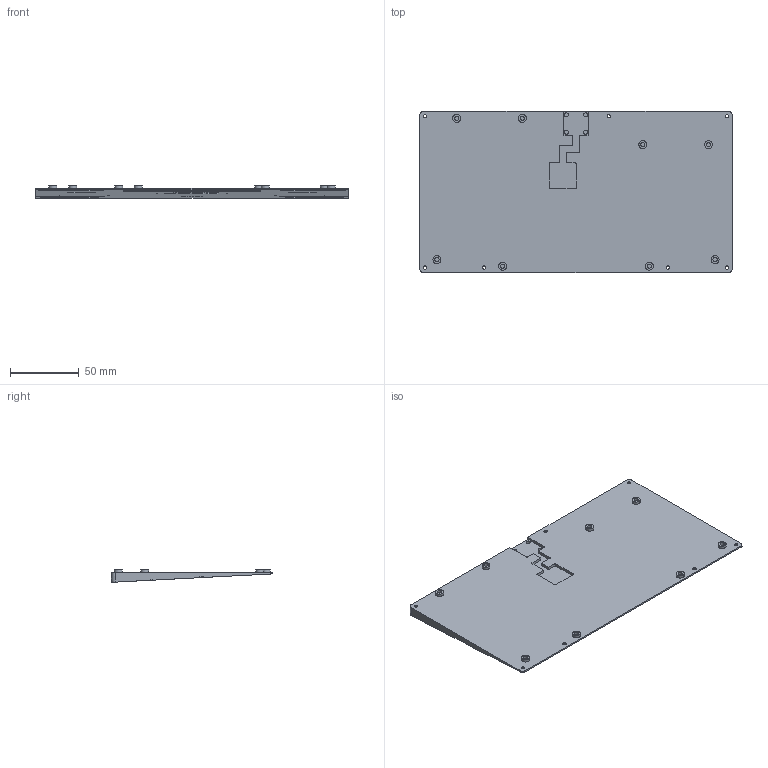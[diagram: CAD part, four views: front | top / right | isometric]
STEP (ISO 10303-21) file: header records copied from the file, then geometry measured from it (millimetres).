
FILE_DESCRIPTION(/* description */ ('STEP AP242 Edition 2','CAx-IF Rec.Pracs.---Representation and Presentation of Product Manufacturing Information (PMI)---4.0---2014-10-13','CAx-IF Rec.Pracs.---3D Tessellated Geometry---0.4---2014-09-14','2;1','CAx-IF Rec.Pracs.---User Defined Attributes---1.5---2016-08-15'),/* implementation_level */ '2;1');
FILE_NAME(/* name */ '69680370d090ae26395190e3',/* time_stamp */ '2026-01-14T20:58:25Z',/* author */ (''),/* organization */ (''),/* preprocessor_version */ 'ST-DEVELOPER v20',/* originating_system */ 'ONSHAPE BY PTC INC, 1.209',/* authorisation */ ' ');
FILE_SCHEMA (('AP242_MANAGED_MODEL_BASED_3D_ENGINEERING_MIM_LF { 1 0 10303 442 3 1 4 }'));
Length unit declared in the file: metre
Products named in the file (1): Beep_Bottom
Bounding box: 226.4 x 117.24 x 9.14 mm (x, y, z)
Volume: 104270 mm3; surface area: 58347.4 mm2
Topology: 1 solids, 1 shells, 392 faces, 1012 edges, 672 vertices
Faces by surface type: plane 312, cylinder 71, cone 8, bspline 1
Full cylindrical faces by diameter (mm): 2.4 x7, 2.9 x4, 3.05 x8, 4.25 x8, 5.794 x8
Entity records: 11640 total; most frequent: CARTESIAN_POINT 2046, ORIENTED_EDGE 1936, DIRECTION 1904, EDGE_CURVE 968, LINE 816, VECTOR 816, VERTEX_POINT 664, AXIS2_PLACEMENT_3D 544
